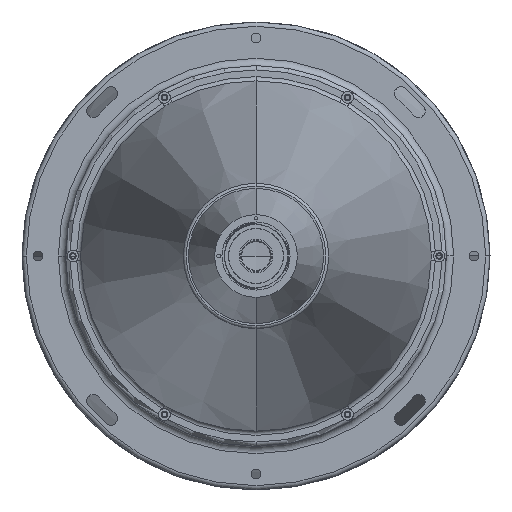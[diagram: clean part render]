
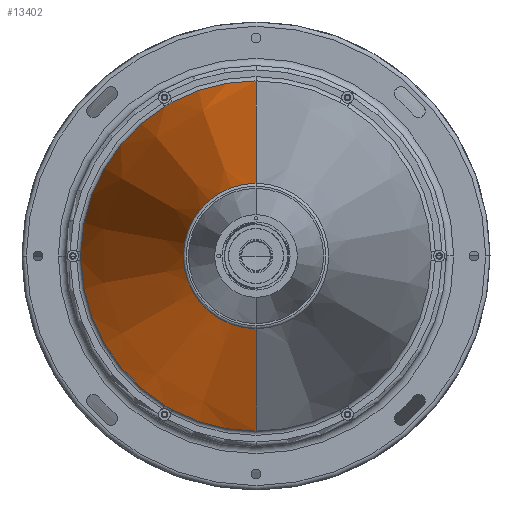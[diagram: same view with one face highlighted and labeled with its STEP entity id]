
A CAD part, left-side view. The second image highlights one B-rep face of the part: STEP entity #13402.
In plain terms, the highlighted conical face has half-angle 12.513 degrees and reference radius 121 mm.
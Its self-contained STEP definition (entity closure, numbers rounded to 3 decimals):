
#366 = CARTESIAN_POINT ( 'NONE',  ( 539.74, 57.673, 105.778 ) ) ;
#621 = AXIS2_PLACEMENT_3D ( 'NONE', #868, #8340, #9447 ) ;
#714 = CARTESIAN_POINT ( 'NONE',  ( 539.819, 61.943, -103.357 ) ) ;
#722 = CARTESIAN_POINT ( 'NONE',  ( 539.74, 0., -120.478 ) ) ;
#803 = CARTESIAN_POINT ( 'NONE',  ( 222.184, 0., -50. ) ) ;
#868 = CARTESIAN_POINT ( 'NONE',  ( 222.184, 0., 0. ) ) ;
#984 = CIRCLE ( 'NONE', #6385, 120.478 ) ;
#1028 = EDGE_LOOP ( 'NONE', ( #8572, #3463, #10829, #9360, #10101, #12830, #13012, #12374, #7476, #8685 ) ) ;
#1254 = CARTESIAN_POINT ( 'NONE',  ( 539.74, 0., 0. ) ) ;
#1317 = B_SPLINE_CURVE_WITH_KNOTS ( 'NONE', 3,
 ( #2926, #9359, #1929, #9419, #2973, #10505, #4072, #11561, #5157, #12649, #6220, #13721 ),
 .UNSPECIFIED., .F., .F.,
 ( 4, 2, 2, 2, 2, 4 ),
 ( 0., 0.001, 0.003, 0.004, 0.004, 0.006 ),
 .UNSPECIFIED. ) ;
#1457 = CARTESIAN_POINT ( 'NONE',  ( 539.819, 58.538, 105.322 ) ) ;
#1527 = CARTESIAN_POINT ( 'NONE',  ( 539.74, 0., 120.478 ) ) ;
#1601 = DIRECTION ( 'NONE',  ( -1., 0., 0. ) ) ;
#1641 = EDGE_CURVE ( 'NONE', #11892, #7230, #3681, .T. ) ;
#1812 = CARTESIAN_POINT ( 'NONE',  ( 540.134, 60.737, -104.151 ) ) ;
#1929 = CARTESIAN_POINT ( 'NONE',  ( 539.819, 120.481, 1.966 ) ) ;
#2215 = EDGE_CURVE ( 'NONE', #11314, #11892, #4557, .T. ) ;
#2339 = DIRECTION ( 'NONE',  ( 0., 0., -1. ) ) ;
#2533 = CARTESIAN_POINT ( 'NONE',  ( 540.134, 59.829, 104.675 ) ) ;
#2539 = EDGE_CURVE ( 'NONE', #7230, #7045, #5410, .T. ) ;
#2679 = CARTESIAN_POINT ( 'NONE',  ( 539.74, 0., 0. ) ) ;
#2853 = CARTESIAN_POINT ( 'NONE',  ( 540.116, 59.881, -104.64 ) ) ;
#2926 = CARTESIAN_POINT ( 'NONE',  ( 539.74, 120.442, 2.943 ) ) ;
#2973 = CARTESIAN_POINT ( 'NONE',  ( 540.134, 120.566, 0.525 ) ) ;
#3185 = AXIS2_PLACEMENT_3D ( 'NONE', #7998, #1601, #9092 ) ;
#3195 = LINE ( 'NONE', #5669, #13598 ) ;
#3463 = ORIENTED_EDGE ( 'NONE', *, *, #12217, .T. ) ;
#3593 = CARTESIAN_POINT ( 'NONE',  ( 540.116, 60.68, 104.179 ) ) ;
#3614 = DIRECTION ( 'NONE',  ( 0., 0., -1. ) ) ;
#3616 = EDGE_CURVE ( 'NONE', #12929, #7045, #9946, .T. ) ;
#3681 = B_SPLINE_CURVE_WITH_KNOTS ( 'NONE', 3,
 ( #13556, #7118, #714, #8192, #1812, #9294, #2853, #10392, #3943, #11432, #5043, #12523 ),
 .UNSPECIFIED., .F., .F.,
 ( 4, 2, 2, 2, 2, 4 ),
 ( 0., 0.001, 0.003, 0.004, 0.004, 0.006 ),
 .UNSPECIFIED. ) ;
#3750 = DIRECTION ( 'NONE',  ( 0., 0., -1. ) ) ;
#3943 = CARTESIAN_POINT ( 'NONE',  ( 539.977, 59.222, -104.979 ) ) ;
#4072 = CARTESIAN_POINT ( 'NONE',  ( 540.116, 120.561, -0.461 ) ) ;
#4138 = EDGE_CURVE ( 'NONE', #13719, #10204, #9333, .T. ) ;
#4179 = CARTESIAN_POINT ( 'NONE',  ( 539.74, 62.77, 102.835 ) ) ;
#4557 = CIRCLE ( 'NONE', #6352, 120.478 ) ;
#4669 = DIRECTION ( 'NONE',  ( 1., 0., 0. ) ) ;
#4700 = CARTESIAN_POINT ( 'NONE',  ( 539.977, 61.304, 103.777 ) ) ;
#4775 = CARTESIAN_POINT ( 'NONE',  ( 539.74, 120.442, 2.943 ) ) ;
#5043 = CARTESIAN_POINT ( 'NONE',  ( 539.74, 58.119, -105.534 ) ) ;
#5157 = CARTESIAN_POINT ( 'NONE',  ( 539.977, 120.525, -1.202 ) ) ;
#5357 = VERTEX_POINT ( 'NONE', #9932 ) ;
#5410 = CIRCLE ( 'NONE', #3185, 120.478 ) ;
#5558 = DIRECTION ( 'NONE',  ( -1., 0., 0. ) ) ;
#5669 = CARTESIAN_POINT ( 'NONE',  ( 542.09, 0., 121. ) ) ;
#5713 = CARTESIAN_POINT ( 'NONE',  ( 542.09, 0., 0. ) ) ;
#5731 = CARTESIAN_POINT ( 'NONE',  ( 539.74, 57.673, -105.778 ) ) ;
#5744 = CARTESIAN_POINT ( 'NONE',  ( 539.74, 62.336, 103.1 ) ) ;
#6014 = CARTESIAN_POINT ( 'NONE',  ( 539.74, 57.673, 105.778 ) ) ;
#6220 = CARTESIAN_POINT ( 'NONE',  ( 539.74, 120.455, -2.435 ) ) ;
#6352 = AXIS2_PLACEMENT_3D ( 'NONE', #11976, #5558, #13078 ) ;
#6385 = AXIS2_PLACEMENT_3D ( 'NONE', #1254, #8733, #2339 ) ;
#7045 = VERTEX_POINT ( 'NONE', #722 ) ;
#7118 = CARTESIAN_POINT ( 'NONE',  ( 539.74, 62.348, -103.092 ) ) ;
#7230 = VERTEX_POINT ( 'NONE', #5731 ) ;
#7270 = VERTEX_POINT ( 'NONE', #4775 ) ;
#7476 = ORIENTED_EDGE ( 'NONE', *, *, #2539, .T. ) ;
#7998 = CARTESIAN_POINT ( 'NONE',  ( 539.74, 0., 0. ) ) ;
#8192 = CARTESIAN_POINT ( 'NONE',  ( 540.018, 61.138, -103.886 ) ) ;
#8340 = DIRECTION ( 'NONE',  ( 1., 0., 0. ) ) ;
#8572 = ORIENTED_EDGE ( 'NONE', *, *, #12795, .T. ) ;
#8614 = CARTESIAN_POINT ( 'NONE',  ( 539.74, 120.442, -2.943 ) ) ;
#8685 = ORIENTED_EDGE ( 'NONE', *, *, #3616, .F. ) ;
#8701 = AXIS2_PLACEMENT_3D ( 'NONE', #5713, #4669, #3614 ) ;
#8733 = DIRECTION ( 'NONE',  ( -1., 0., 0. ) ) ;
#8774 = FACE_OUTER_BOUND ( 'NONE', #1028, .T. ) ;
#8936 = CARTESIAN_POINT ( 'NONE',  ( 540.018, 59.399, 104.89 ) ) ;
#9092 = DIRECTION ( 'NONE',  ( 0., 0., -1. ) ) ;
#9191 = EDGE_CURVE ( 'NONE', #11636, #7270, #984, .T. ) ;
#9294 = CARTESIAN_POINT ( 'NONE',  ( 540.141, 60.101, -104.52 ) ) ;
#9333 = CIRCLE ( 'NONE', #12301, 120.478 ) ;
#9359 = CARTESIAN_POINT ( 'NONE',  ( 539.74, 120.455, 2.449 ) ) ;
#9360 = ORIENTED_EDGE ( 'NONE', *, *, #10962, .T. ) ;
#9394 = EDGE_CURVE ( 'NONE', #7270, #11314, #1317, .T. ) ;
#9419 = CARTESIAN_POINT ( 'NONE',  ( 540.018, 120.537, 1.004 ) ) ;
#9447 = DIRECTION ( 'NONE',  ( 0., 0., -1. ) ) ;
#9610 = CARTESIAN_POINT ( 'NONE',  ( 539.74, 62.77, -102.835 ) ) ;
#9642 = VECTOR ( 'NONE', #12070, 1000. ) ;
#9932 = CARTESIAN_POINT ( 'NONE',  ( 222.184, 0., 50. ) ) ;
#9946 = LINE ( 'NONE', #12020, #9642 ) ;
#9996 = DIRECTION ( 'NONE',  ( 0.976, 0., 0.217 ) ) ;
#10033 = CARTESIAN_POINT ( 'NONE',  ( 540.141, 60.467, 104.309 ) ) ;
#10101 = ORIENTED_EDGE ( 'NONE', *, *, #9191, .T. ) ;
#10194 = DIRECTION ( 'NONE',  ( -1., 0., 0. ) ) ;
#10204 = VERTEX_POINT ( 'NONE', #6014 ) ;
#10325 = CONICAL_SURFACE ( 'NONE', #8701, 121., 0.218 ) ;
#10392 = CARTESIAN_POINT ( 'NONE',  ( 540.033, 59.442, -104.869 ) ) ;
#10505 = CARTESIAN_POINT ( 'NONE',  ( 540.141, 120.568, -0.212 ) ) ;
#10829 = ORIENTED_EDGE ( 'NONE', *, *, #4138, .T. ) ;
#10962 = EDGE_CURVE ( 'NONE', #10204, #11636, #11851, .T. ) ;
#11102 = CARTESIAN_POINT ( 'NONE',  ( 540.033, 61.098, 103.912 ) ) ;
#11314 = VERTEX_POINT ( 'NONE', #8614 ) ;
#11432 = CARTESIAN_POINT ( 'NONE',  ( 539.823, 58.561, -105.311 ) ) ;
#11561 = CARTESIAN_POINT ( 'NONE',  ( 540.033, 120.54, -0.956 ) ) ;
#11636 = VERTEX_POINT ( 'NONE', #4179 ) ;
#11851 = B_SPLINE_CURVE_WITH_KNOTS ( 'NONE', 3,
 ( #366, #13222, #1457, #8936, #2533, #10033, #3593, #11102, #4700, #12168, #5744, #13267 ),
 .UNSPECIFIED., .F., .F.,
 ( 4, 2, 2, 2, 2, 4 ),
 ( 0., 0.001, 0.003, 0.004, 0.004, 0.006 ),
 .UNSPECIFIED. ) ;
#11892 = VERTEX_POINT ( 'NONE', #9610 ) ;
#11976 = CARTESIAN_POINT ( 'NONE',  ( 539.74, 0., 0. ) ) ;
#12002 = CIRCLE ( 'NONE', #621, 50. ) ;
#12020 = CARTESIAN_POINT ( 'NONE',  ( 542.09, 0., -121. ) ) ;
#12070 = DIRECTION ( 'NONE',  ( 0.976, 0., -0.217 ) ) ;
#12168 = CARTESIAN_POINT ( 'NONE',  ( 539.823, 61.921, 103.371 ) ) ;
#12217 = EDGE_CURVE ( 'NONE', #5357, #13719, #3195, .T. ) ;
#12301 = AXIS2_PLACEMENT_3D ( 'NONE', #2679, #10194, #3750 ) ;
#12374 = ORIENTED_EDGE ( 'NONE', *, *, #1641, .T. ) ;
#12523 = CARTESIAN_POINT ( 'NONE',  ( 539.74, 57.673, -105.778 ) ) ;
#12649 = CARTESIAN_POINT ( 'NONE',  ( 539.823, 120.482, -1.94 ) ) ;
#12795 = EDGE_CURVE ( 'NONE', #12929, #5357, #12002, .T. ) ;
#12830 = ORIENTED_EDGE ( 'NONE', *, *, #9394, .T. ) ;
#12929 = VERTEX_POINT ( 'NONE', #803 ) ;
#13012 = ORIENTED_EDGE ( 'NONE', *, *, #2215, .T. ) ;
#13078 = DIRECTION ( 'NONE',  ( 0., 0., -1. ) ) ;
#13222 = CARTESIAN_POINT ( 'NONE',  ( 539.74, 58.106, 105.541 ) ) ;
#13267 = CARTESIAN_POINT ( 'NONE',  ( 539.74, 62.77, 102.835 ) ) ;
#13402 = ADVANCED_FACE ( 'NONE', ( #8774 ), #10325, .T. ) ;
#13556 = CARTESIAN_POINT ( 'NONE',  ( 539.74, 62.77, -102.835 ) ) ;
#13598 = VECTOR ( 'NONE', #9996, 1000. ) ;
#13719 = VERTEX_POINT ( 'NONE', #1527 ) ;
#13721 = CARTESIAN_POINT ( 'NONE',  ( 539.74, 120.442, -2.943 ) ) ;
